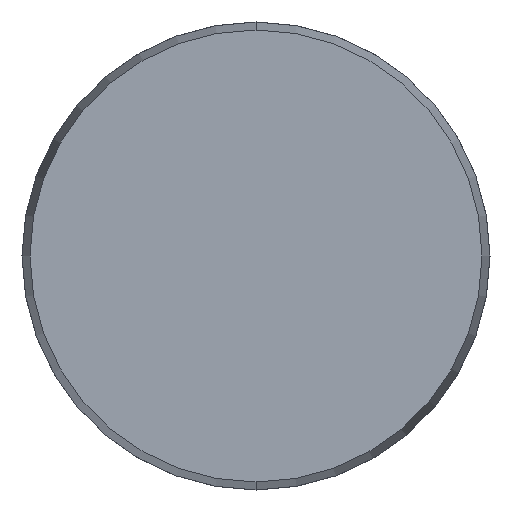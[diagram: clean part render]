
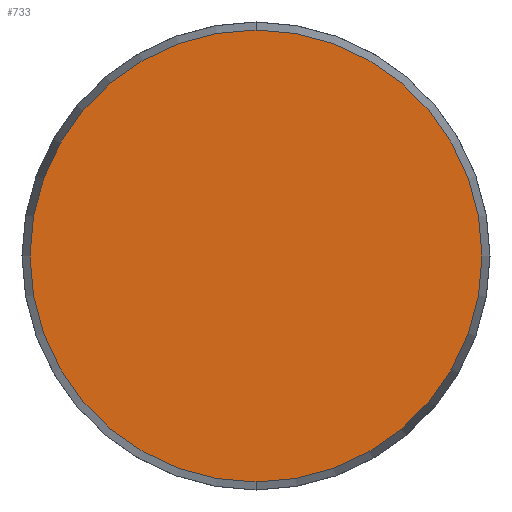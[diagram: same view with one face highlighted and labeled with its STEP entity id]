
A CAD part, front view. The second image highlights one B-rep face of the part: STEP entity #733.
In plain terms, the highlighted planar face has unit normal (0, -1, 0).
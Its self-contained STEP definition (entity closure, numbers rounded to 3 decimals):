
#54 = AXIS2_PLACEMENT_3D ( 'NONE', #361, #876, #676 ) ;
#57 = DIRECTION ( 'NONE',  ( 0., -1., 0. ) ) ;
#169 = AXIS2_PLACEMENT_3D ( 'NONE', #1131, #527, #1035 ) ;
#179 = CARTESIAN_POINT ( 'NONE',  ( 0., 0., -24.143 ) ) ;
#182 = CARTESIAN_POINT ( 'NONE',  ( 0., 0., 24.143 ) ) ;
#361 = CARTESIAN_POINT ( 'NONE',  ( -24.143, 0., 0. ) ) ;
#527 = DIRECTION ( 'NONE',  ( 0., -1., 0. ) ) ;
#676 = DIRECTION ( 'NONE',  ( 0., 0., 1. ) ) ;
#728 = EDGE_LOOP ( 'NONE', ( #813, #1144 ) ) ;
#733 = ADVANCED_FACE ( 'NONE', ( #784 ), #1194, .F. ) ;
#765 = VERTEX_POINT ( 'NONE', #179 ) ;
#771 = CIRCLE ( 'NONE', #169, 24.143 ) ;
#784 = FACE_OUTER_BOUND ( 'NONE', #728, .T. ) ;
#813 = ORIENTED_EDGE ( 'NONE', *, *, #1016, .T. ) ;
#876 = DIRECTION ( 'NONE',  ( 0., 1., 0. ) ) ;
#959 = DIRECTION ( 'NONE',  ( 0., 0., -1. ) ) ;
#963 = CIRCLE ( 'NONE', #1098, 24.143 ) ;
#1016 = EDGE_CURVE ( 'NONE', #1205, #765, #963, .T. ) ;
#1035 = DIRECTION ( 'NONE',  ( 0., 0., -1. ) ) ;
#1098 = AXIS2_PLACEMENT_3D ( 'NONE', #1265, #57, #959 ) ;
#1131 = CARTESIAN_POINT ( 'NONE',  ( 0., 0., 0. ) ) ;
#1144 = ORIENTED_EDGE ( 'NONE', *, *, #1248, .T. ) ;
#1194 = PLANE ( 'NONE',  #54 ) ;
#1205 = VERTEX_POINT ( 'NONE', #182 ) ;
#1248 = EDGE_CURVE ( 'NONE', #765, #1205, #771, .T. ) ;
#1265 = CARTESIAN_POINT ( 'NONE',  ( 0., 0., 0. ) ) ;
